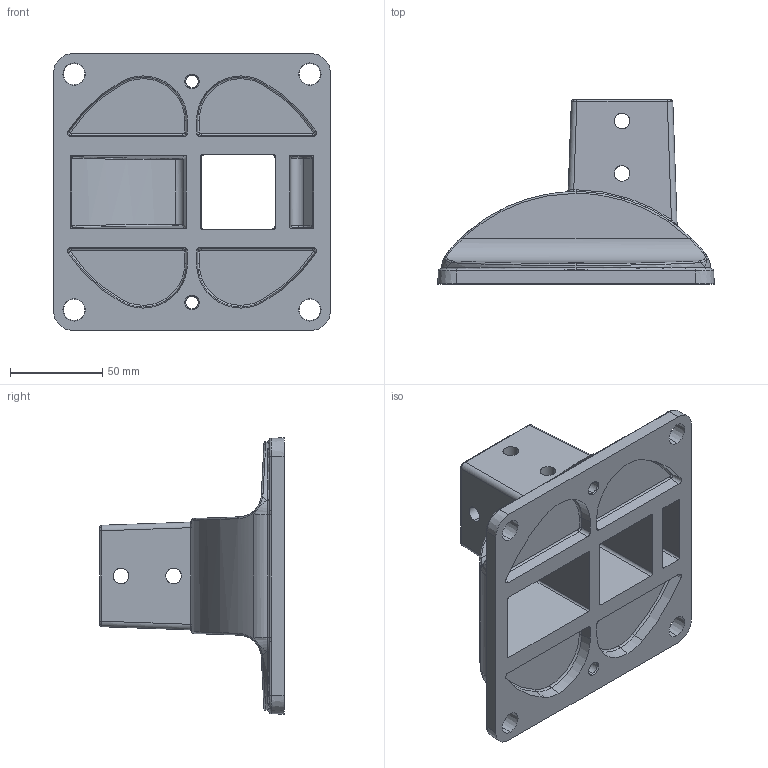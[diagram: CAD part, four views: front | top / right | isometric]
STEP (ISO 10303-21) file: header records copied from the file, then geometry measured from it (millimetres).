
FILE_DESCRIPTION(('STEP AP203'),'1');
FILE_NAME('fath_098g40150a.stp','2021-11-22T20:40:07',('TraceParts'),('TraceParts S.A.'),'Spatial InterOp 3D',' ',' ');
FILE_SCHEMA(('CONFIG_CONTROL_DESIGN'));
Length unit declared in the file: millimetre
Products named in the file (1): 1
Bounding box: 150 x 100 x 150 mm (x, y, z)
Volume: 378767.5 mm3; surface area: 96844.2 mm2
Topology: 1 solids, 1 shells, 271 faces, 650 edges, 388 vertices
Faces by surface type: bspline 78, cylinder 77, plane 52, cone 36, torus 24, sphere 4
Entity records: 10272 total; most frequent: CARTESIAN_POINT 4586, ORIENTED_EDGE 1300, DIRECTION 1044, EDGE_CURVE 650, AXIS2_PLACEMENT_3D 418, VERTEX_POINT 388, EDGE_LOOP 308, ADVANCED_FACE 271
